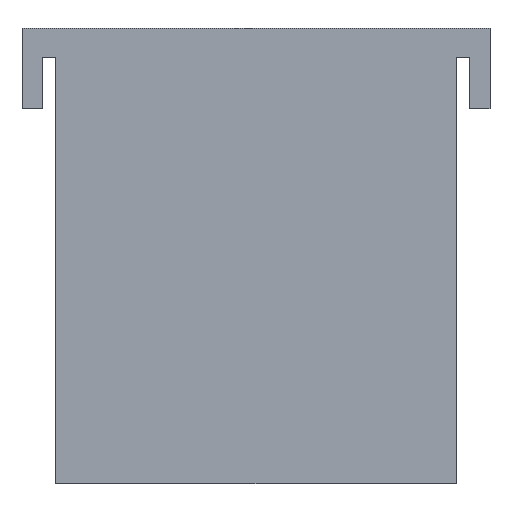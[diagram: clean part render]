
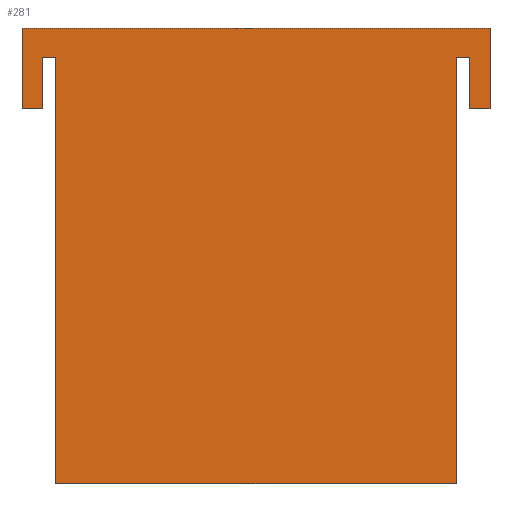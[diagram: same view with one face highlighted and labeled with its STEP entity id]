
A CAD part, top view. The second image highlights one B-rep face of the part: STEP entity #281.
In plain terms, the highlighted planar face has unit normal (0, 0, 1).
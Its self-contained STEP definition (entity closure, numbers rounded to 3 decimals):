
#35=FACE_OUTER_BOUND('',#49,.T.);
#49=EDGE_LOOP('',(#231,#232,#233,#234,#235,#236,#237,#238,#239,#240,#241,
#242));
#53=LINE('',#410,#89);
#56=LINE('',#416,#92);
#59=LINE('',#422,#95);
#62=LINE('',#428,#98);
#65=LINE('',#434,#101);
#68=LINE('',#440,#104);
#71=LINE('',#446,#107);
#74=LINE('',#452,#110);
#77=LINE('',#458,#113);
#80=LINE('',#464,#116);
#83=LINE('',#470,#119);
#86=LINE('',#474,#122);
#89=VECTOR('',#336,10.);
#92=VECTOR('',#341,10.);
#95=VECTOR('',#346,10.);
#98=VECTOR('',#351,10.);
#101=VECTOR('',#356,10.);
#104=VECTOR('',#361,10.);
#107=VECTOR('',#366,10.);
#110=VECTOR('',#371,10.);
#113=VECTOR('',#376,10.);
#116=VECTOR('',#381,10.);
#119=VECTOR('',#386,10.);
#122=VECTOR('',#391,10.);
#125=VERTEX_POINT('',#407);
#126=VERTEX_POINT('',#409);
#128=VERTEX_POINT('',#415);
#130=VERTEX_POINT('',#421);
#132=VERTEX_POINT('',#427);
#134=VERTEX_POINT('',#433);
#136=VERTEX_POINT('',#439);
#138=VERTEX_POINT('',#445);
#140=VERTEX_POINT('',#451);
#142=VERTEX_POINT('',#457);
#144=VERTEX_POINT('',#463);
#146=VERTEX_POINT('',#469);
#149=EDGE_CURVE('',#126,#125,#53,.T.);
#152=EDGE_CURVE('',#128,#126,#56,.T.);
#155=EDGE_CURVE('',#130,#128,#59,.T.);
#158=EDGE_CURVE('',#132,#130,#62,.T.);
#161=EDGE_CURVE('',#134,#132,#65,.T.);
#164=EDGE_CURVE('',#136,#134,#68,.T.);
#167=EDGE_CURVE('',#138,#136,#71,.T.);
#170=EDGE_CURVE('',#140,#138,#74,.T.);
#173=EDGE_CURVE('',#142,#140,#77,.T.);
#176=EDGE_CURVE('',#144,#142,#80,.T.);
#179=EDGE_CURVE('',#146,#144,#83,.T.);
#182=EDGE_CURVE('',#125,#146,#86,.T.);
#231=ORIENTED_EDGE('',*,*,#182,.T.);
#232=ORIENTED_EDGE('',*,*,#179,.T.);
#233=ORIENTED_EDGE('',*,*,#176,.T.);
#234=ORIENTED_EDGE('',*,*,#173,.T.);
#235=ORIENTED_EDGE('',*,*,#170,.T.);
#236=ORIENTED_EDGE('',*,*,#167,.T.);
#237=ORIENTED_EDGE('',*,*,#164,.T.);
#238=ORIENTED_EDGE('',*,*,#161,.T.);
#239=ORIENTED_EDGE('',*,*,#158,.T.);
#240=ORIENTED_EDGE('',*,*,#155,.T.);
#241=ORIENTED_EDGE('',*,*,#152,.T.);
#242=ORIENTED_EDGE('',*,*,#149,.T.);
#267=PLANE('',#322);
#281=ADVANCED_FACE('',(#35),#267,.T.);
#322=AXIS2_PLACEMENT_3D('',#475,#392,#393);
#336=DIRECTION('',(1.,0.,0.));
#341=DIRECTION('',(0.,1.,0.));
#346=DIRECTION('',(1.,0.,0.));
#351=DIRECTION('',(0.,-1.,0.));
#356=DIRECTION('',(1.,0.,0.));
#361=DIRECTION('',(0.,1.,0.));
#366=DIRECTION('',(1.,0.,0.));
#371=DIRECTION('',(0.,-1.,0.));
#376=DIRECTION('',(-1.,0.,0.));
#381=DIRECTION('',(0.,1.,0.));
#386=DIRECTION('',(1.,0.,0.));
#391=DIRECTION('',(0.,-1.,0.));
#392=DIRECTION('center_axis',(0.,0.,1.));
#393=DIRECTION('ref_axis',(1.,0.,0.));
#407=CARTESIAN_POINT('',(21.02,19.5,1.2));
#409=CARTESIAN_POINT('',(19.72,19.5,1.2));
#410=CARTESIAN_POINT('',(21.02,19.5,1.2));
#415=CARTESIAN_POINT('',(19.72,-22.4,1.2));
#416=CARTESIAN_POINT('',(19.72,22.4,1.2));
#421=CARTESIAN_POINT('',(-19.72,-22.4,1.2));
#422=CARTESIAN_POINT('',(19.72,-22.4,1.2));
#427=CARTESIAN_POINT('',(-19.72,19.5,1.2));
#428=CARTESIAN_POINT('',(-19.72,-22.4,1.2));
#433=CARTESIAN_POINT('',(-21.02,19.5,1.2));
#434=CARTESIAN_POINT('',(-21.02,19.5,1.2));
#439=CARTESIAN_POINT('',(-21.02,14.5,1.2));
#440=CARTESIAN_POINT('',(-21.02,19.5,1.2));
#445=CARTESIAN_POINT('',(-23.02,14.5,1.2));
#446=CARTESIAN_POINT('',(-21.02,14.5,1.2));
#451=CARTESIAN_POINT('',(-23.02,22.4,1.2));
#452=CARTESIAN_POINT('',(-23.02,14.5,1.2));
#457=CARTESIAN_POINT('',(23.02,22.4,1.2));
#458=CARTESIAN_POINT('',(19.72,22.4,1.2));
#463=CARTESIAN_POINT('',(23.02,14.5,1.2));
#464=CARTESIAN_POINT('',(23.02,14.5,1.2));
#469=CARTESIAN_POINT('',(21.02,14.5,1.2));
#470=CARTESIAN_POINT('',(21.02,14.5,1.2));
#474=CARTESIAN_POINT('',(21.02,19.5,1.2));
#475=CARTESIAN_POINT('Origin',(0.,0.,
1.2));
